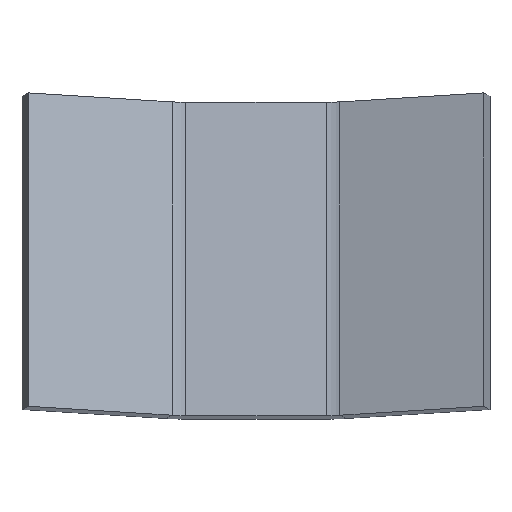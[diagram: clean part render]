
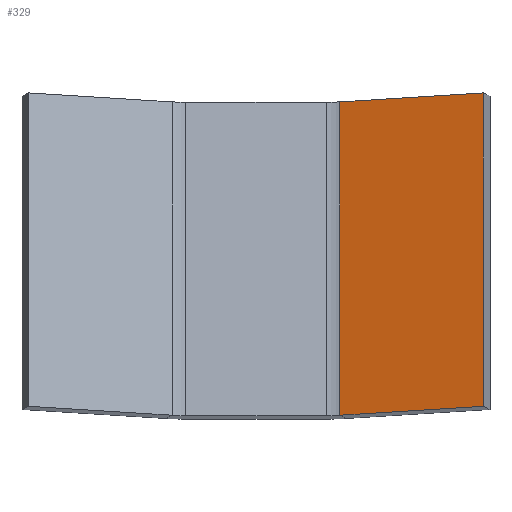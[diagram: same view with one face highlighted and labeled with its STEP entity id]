
A CAD part, top view. The second image highlights one B-rep face of the part: STEP entity #329.
In plain terms, the highlighted planar face has unit normal (-0.342, 0.16, 0.926).
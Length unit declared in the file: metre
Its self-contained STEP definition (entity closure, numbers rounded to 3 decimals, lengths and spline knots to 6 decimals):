
#60=ORIENTED_EDGE('',*,*,#142,.T.);
#61=ORIENTED_EDGE('',*,*,#140,.T.);
#62=ORIENTED_EDGE('',*,*,#135,.F.);
#63=ORIENTED_EDGE('',*,*,#138,.T.);
#135=EDGE_CURVE('',#175,#173,#203,.F.);
#138=EDGE_CURVE('',#175,#177,#206,.T.);
#140=EDGE_CURVE('',#179,#173,#208,.T.);
#142=EDGE_CURVE('',#177,#179,#210,.T.);
#173=VERTEX_POINT('',#513);
#175=VERTEX_POINT('',#517);
#177=VERTEX_POINT('',#523);
#179=VERTEX_POINT('',#529);
#203=LINE('',#518,#239);
#206=LINE('',#524,#242);
#208=LINE('',#528,#244);
#210=LINE('',#532,#246);
#239=VECTOR('',#414,1.);
#242=VECTOR('',#419,1.);
#244=VECTOR('',#423,1.);
#246=VECTOR('',#427,1.);
#267=EDGE_LOOP('',(#60,#61,#62,#63));
#289=FACE_BOUND('',#267,.T.);
#311=PLANE('',#364);
#329=ADVANCED_FACE('',(#289),#311,.T.);
#364=AXIS2_PLACEMENT_3D('',#531,#425,#426);
#414=DIRECTION('',(0.,0.985,-0.17));
#419=DIRECTION('',(-0.94,-0.058,-0.337));
#423=DIRECTION('',(0.94,0.058,0.337));
#425=DIRECTION('',(-0.342,0.16,0.926));
#426=DIRECTION('',(0.938,0.,0.346));
#427=DIRECTION('',(0.,-0.985,0.17));
#513=CARTESIAN_POINT('',(0.018142,0.725196,-0.123931));
#517=CARTESIAN_POINT('',(0.018142,0.750226,-0.128251));
#518=CARTESIAN_POINT('',(0.018142,0.750226,-0.128251));
#523=CARTESIAN_POINT('',(0.006706,0.749518,-0.132352));
#524=CARTESIAN_POINT('',(0.013219,0.749921,-0.130016));
#528=CARTESIAN_POINT('',(0.013219,0.724891,-0.125696));
#529=CARTESIAN_POINT('',(0.006706,0.724488,-0.128032));
#531=CARTESIAN_POINT('',(0.013219,0.749921,-0.130016));
#532=CARTESIAN_POINT('',(0.006706,0.749518,-0.132352));
